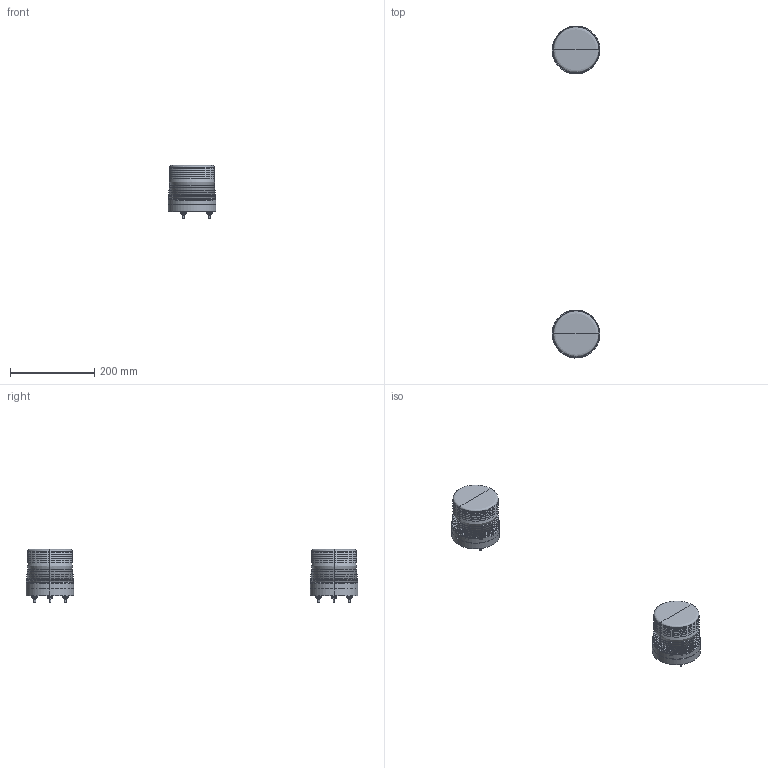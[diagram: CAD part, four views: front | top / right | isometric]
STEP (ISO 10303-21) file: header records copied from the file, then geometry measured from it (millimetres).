
FILE_DESCRIPTION(('FreeCAD Model'),'2;1');
FILE_NAME('Open CASCADE Shape Model','2025-05-05T18:46:15',('FreeCAD'),( 'FreeCAD'),'Open CASCADE STEP processor 7.6','FreeCAD','Unknown');
FILE_SCHEMA(('AUTOMOTIVE_DESIGN { 1 0 10303 214 1 1 1 1 }'));
Length unit declared in the file: millimetre
Products named in the file (1): Open CASCADE STEP translator 7.6 1
Bounding box: 113.95 x 788.38 x 126.26 mm (x, y, z)
Volume: 495084.3 mm3; surface area: 191909.5 mm2
Topology: 26 solids, 28 shells, 402 faces, 858 edges, 520 vertices
Faces by surface type: bspline 402
Entity records: 13516 total; most frequent: CARTESIAN_POINT 8399, ORIENTED_EDGE 1704, EDGE_CURVE 854, VERTEX_POINT 520, B_SPLINE_CURVE_WITH_KNOTS 512, FACE_BOUND 452, EDGE_LOOP 452, ADVANCED_FACE 402
